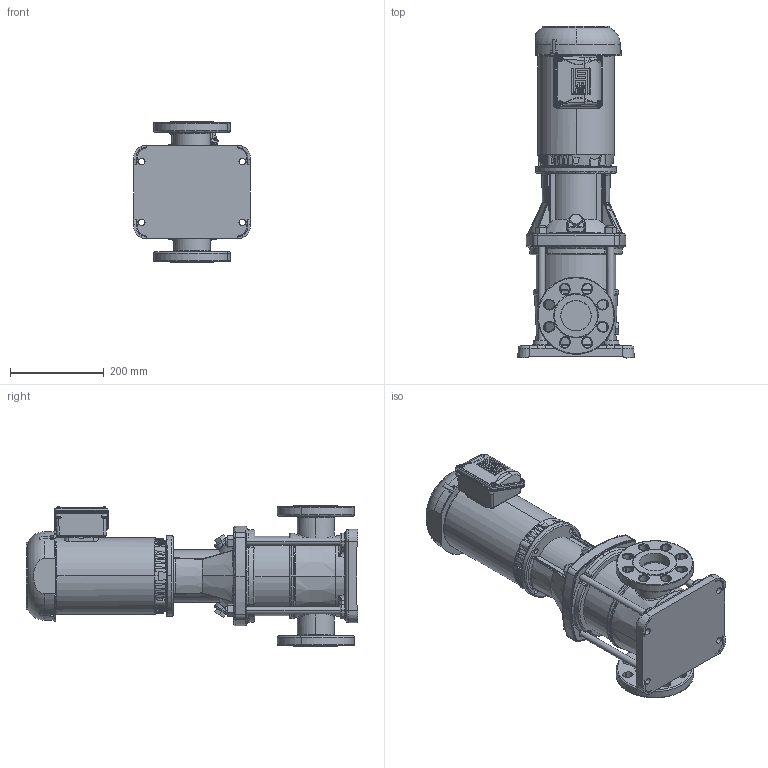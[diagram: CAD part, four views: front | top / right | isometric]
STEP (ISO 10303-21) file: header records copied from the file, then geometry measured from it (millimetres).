
FILE_DESCRIPTION (( 'STEP AP203' ), '1' );
FILE_NAME ('3303070 - MVI-75-1-2 HP-56C-304-E-208-230_460~3.step', '2022-03-30T16:58:14', ( '' ), ( '' ), 'SwSTEP 2.0', 'SolidWorks 2021', '' );
FILE_SCHEMA (( 'CONFIG_CONTROL_DESIGN' ));
Length unit declared in the file: inch
Products named in the file (5): 3303070 - MVI-75-1-2 HP-56C-304-E-208-230_460~3; MVI PEO - [304-EPDM]_3304070 - MVI-75-1-2 HP-56C-304-E-S; TEFC MOTOR_2700090 - NEMA V2 2 HP 56HC 208-230_460~3 TEFC; 2700090 - NEMA V2 2 HP 56HC 208-230_460~3 TEFC; sbi_n_15-1_flange(NEMA)
Assembly tree (4 placements, depth 3):
  3303070 - MVI-75-1-2 HP-56C-304-E-208-230_460~3
    MVI PEO - [304-EPDM]_3304070 - MVI-75-1-2 HP-56C-304-E-S
      sbi_n_15-1_flange(NEMA)
    TEFC MOTOR_2700090 - NEMA V2 2 HP 56HC 208-230_460~3 TEFC
      2700090 - NEMA V2 2 HP 56HC 208-230_460~3 TEFC
Bounding box: 248.82 x 709.64 x 300 mm (x, y, z)
Volume: 17817042.5 mm3; surface area: 856741.5 mm2
Topology: 4 solids, 22 shells, 2188 faces, 5761 edges, 3675 vertices
Faces by surface type: plane 640, cylinder 528, bspline 526, cone 395, torus 89, sphere 10
Entity records: 141226 total; most frequent: CARTESIAN_POINT 92846, ORIENTED_EDGE 11460, DIRECTION 8009, EDGE_CURVE 5730, VERTEX_POINT 3675, AXIS2_PLACEMENT_3D 3141, EDGE_LOOP 2345, FACE_OUTER_BOUND 2188
